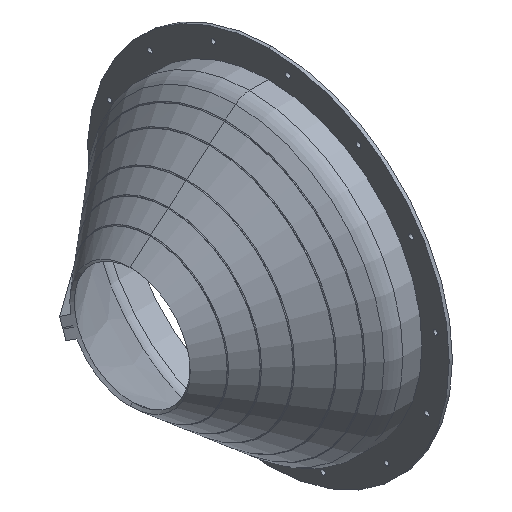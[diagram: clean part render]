
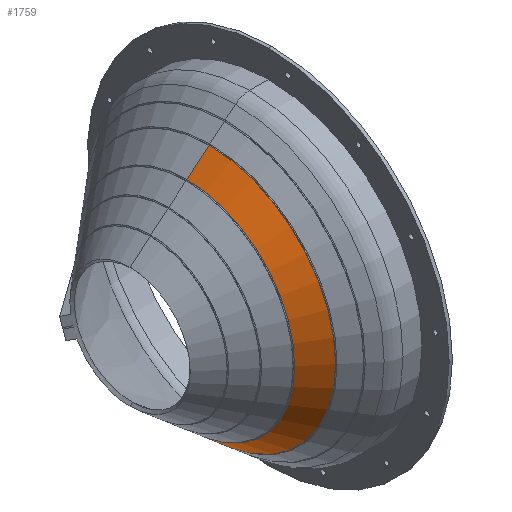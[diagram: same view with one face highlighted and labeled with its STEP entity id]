
A CAD part, isometric view. The second image highlights one B-rep face of the part: STEP entity #1759.
In plain terms, the highlighted conical face has half-angle 40 degrees and reference radius 117.679 mm.
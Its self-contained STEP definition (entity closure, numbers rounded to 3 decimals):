
#1 = DIRECTION ( 'NONE',  ( 0., 0., -1. ) ) ;
#110 = AXIS2_PLACEMENT_3D ( 'NONE', #112, #2185, #403 ) ;
#112 = CARTESIAN_POINT ( 'NONE',  ( -25.277, 0., 0. ) ) ;
#121 = DIRECTION ( 'NONE',  ( 0.766, 0., -0.643 ) ) ;
#164 = VERTEX_POINT ( 'NONE', #1921 ) ;
#301 = DIRECTION ( 'NONE',  ( 1., 0., 0. ) ) ;
#313 = DIRECTION ( 'NONE',  ( -1., 0., 0. ) ) ;
#403 = DIRECTION ( 'NONE',  ( 0., 0., 1. ) ) ;
#404 = CARTESIAN_POINT ( 'NONE',  ( -25.277, 0., 117.679 ) ) ;
#483 = ORIENTED_EDGE ( 'NONE', *, *, #839, .F. ) ;
#495 = EDGE_LOOP ( 'NONE', ( #483, #2690, #1386, #2042 ) ) ;
#513 = CARTESIAN_POINT ( 'NONE',  ( -25.277, 0., 117.679 ) ) ;
#575 = LINE ( 'NONE', #3618, #761 ) ;
#582 = VECTOR ( 'NONE', #3614, 1000. ) ;
#711 = CIRCLE ( 'NONE', #1149, 100.321 ) ;
#761 = VECTOR ( 'NONE', #121, 1000. ) ;
#839 = EDGE_CURVE ( 'NONE', #3643, #1062, #2844, .T. ) ;
#1062 = VERTEX_POINT ( 'NONE', #513 ) ;
#1149 = AXIS2_PLACEMENT_3D ( 'NONE', #2092, #313, #2375 ) ;
#1304 = AXIS2_PLACEMENT_3D ( 'NONE', #2088, #301, #1 ) ;
#1386 = ORIENTED_EDGE ( 'NONE', *, *, #2936, .T. ) ;
#1498 = CARTESIAN_POINT ( 'NONE',  ( -45.962, 0., 100.321 ) ) ;
#1759 = ADVANCED_FACE ( 'NONE', ( #3656 ), #3557, .T. ) ;
#1921 = CARTESIAN_POINT ( 'NONE',  ( -25.277, 0., -117.679 ) ) ;
#2042 = ORIENTED_EDGE ( 'NONE', *, *, #2435, .T. ) ;
#2088 = CARTESIAN_POINT ( 'NONE',  ( -25.277, 0., 0. ) ) ;
#2092 = CARTESIAN_POINT ( 'NONE',  ( -45.962, 0., 0. ) ) ;
#2185 = DIRECTION ( 'NONE',  ( -1., 0., 0. ) ) ;
#2290 = EDGE_CURVE ( 'NONE', #3587, #3643, #711, .T. ) ;
#2375 = DIRECTION ( 'NONE',  ( 0., 0., 1. ) ) ;
#2435 = EDGE_CURVE ( 'NONE', #164, #1062, #3377, .T. ) ;
#2690 = ORIENTED_EDGE ( 'NONE', *, *, #2290, .F. ) ;
#2844 = LINE ( 'NONE', #404, #582 ) ;
#2936 = EDGE_CURVE ( 'NONE', #3587, #164, #575, .T. ) ;
#3247 = CARTESIAN_POINT ( 'NONE',  ( -45.962, 0., -100.321 ) ) ;
#3377 = CIRCLE ( 'NONE', #110, 117.679 ) ;
#3557 = CONICAL_SURFACE ( 'NONE', #1304, 117.679, 0.698 ) ;
#3587 = VERTEX_POINT ( 'NONE', #3247 ) ;
#3614 = DIRECTION ( 'NONE',  ( 0.766, 0., 0.643 ) ) ;
#3618 = CARTESIAN_POINT ( 'NONE',  ( -25.277, 0., -117.679 ) ) ;
#3643 = VERTEX_POINT ( 'NONE', #1498 ) ;
#3656 = FACE_OUTER_BOUND ( 'NONE', #495, .T. ) ;
